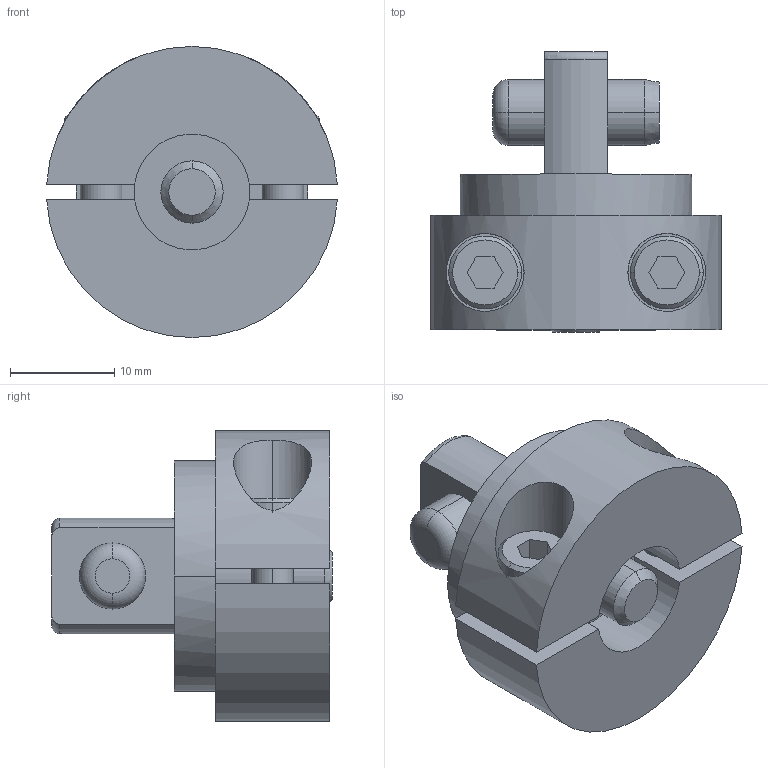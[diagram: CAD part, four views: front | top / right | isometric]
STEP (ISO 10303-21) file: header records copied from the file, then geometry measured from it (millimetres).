
FILE_DESCRIPTION((''),'2;1');
FILE_NAME('ILCM44520509','2006-05-16T',('KR'),(''),'PRO/ENGINEER BY PARAMETRIC TECHNOLOGY CORPORATION, 2004290','PRO/ENGINEER BY PARAMETRIC TECHNOLOGY CORPORATION, 2004290','');
FILE_SCHEMA(('AUTOMOTIVE_DESIGN_CC2 { 1 2 10303 214 -1 1 5 2 }'));
Length unit declared in the file: millimetre
Products named in the file (1): ILCM44520509
Bounding box: 27.95 x 26.97 x 27.99 mm (x, y, z)
Volume: 8226.4 mm3; surface area: 4270.7 mm2
Topology: 1 solids, 1 shells, 83 faces, 188 edges, 118 vertices
Faces by surface type: plane 39, cylinder 32, cone 8, torus 4
Entity records: 2593 total; most frequent: CARTESIAN_POINT 525, DIRECTION 424, ORIENTED_EDGE 376, EDGE_CURVE 188, AXIS2_PLACEMENT_3D 161, VERTEX_POINT 118, COLOUR_RGB 105, VECTOR 102
